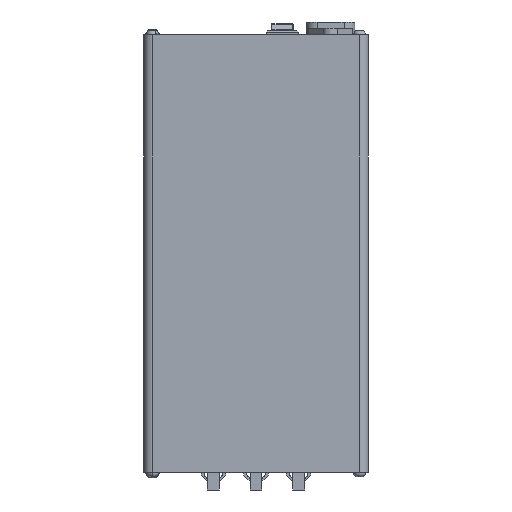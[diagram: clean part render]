
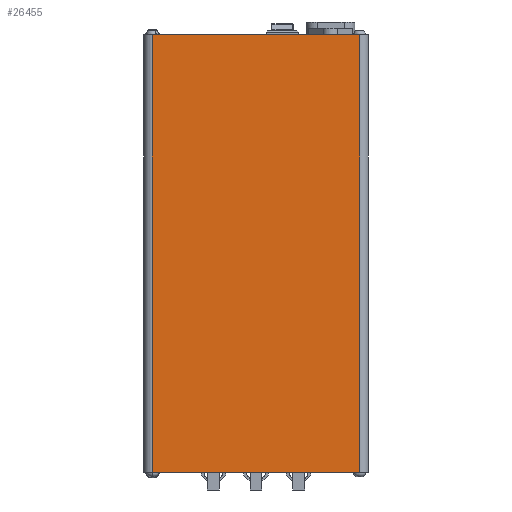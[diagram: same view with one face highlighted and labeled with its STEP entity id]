
A CAD part, front view. The second image highlights one B-rep face of the part: STEP entity #26455.
In plain terms, the highlighted planar face has unit normal (0, -1, 0).
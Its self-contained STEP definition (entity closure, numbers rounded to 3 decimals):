
#7249 = VECTOR ( 'NONE', #11001, 1000. ) ;
#7503 = CARTESIAN_POINT ( 'NONE',  ( 13.5, -13.968, -139.507 ) ) ;
#7513 = CARTESIAN_POINT ( 'NONE',  ( 110.5, -13.968, -139.507 ) ) ;
#10729 = CARTESIAN_POINT ( 'NONE',  ( 13.5, -13.968, 65.493 ) ) ;
#10746 = CARTESIAN_POINT ( 'NONE',  ( 110.5, -13.968, 65.493 ) ) ;
#10993 = CARTESIAN_POINT ( 'NONE',  ( 13.5, -13.968, -139.507 ) ) ;
#10996 = LINE ( 'NONE', #10993, #7249 ) ;
#11001 = DIRECTION ( 'NONE',  ( 1., 0., 0. ) ) ;
#12396 = VECTOR ( 'NONE', #12934, 1000. ) ;
#12506 = VECTOR ( 'NONE', #13325, 1000. ) ;
#12509 = VECTOR ( 'NONE', #13334, 1000. ) ;
#12925 = CARTESIAN_POINT ( 'NONE',  ( 13.5, -13.968, 65.493 ) ) ;
#12930 = LINE ( 'NONE', #12925, #12396 ) ;
#12934 = DIRECTION ( 'NONE',  ( 1., 0., 0. ) ) ;
#13323 = LINE ( 'NONE', #13324, #12506 ) ;
#13324 = CARTESIAN_POINT ( 'NONE',  ( 13.5, -13.968, 63.493 ) ) ;
#13325 = DIRECTION ( 'NONE',  ( 0., 0., -1. ) ) ;
#13332 = LINE ( 'NONE', #13333, #12509 ) ;
#13333 = CARTESIAN_POINT ( 'NONE',  ( 110.5, -13.968, 63.493 ) ) ;
#13334 = DIRECTION ( 'NONE',  ( 0., 0., -1. ) ) ;
#14452 = CARTESIAN_POINT ( 'NONE',  ( 57.742, -13.968, 63.493 ) ) ;
#14459 = FACE_OUTER_BOUND ( 'NONE', #15438, .T. ) ;
#14460 = PLANE ( 'NONE',  #14918 ) ;
#14463 = DIRECTION ( 'NONE',  ( 0., 1., 0. ) ) ;
#14464 = DIRECTION ( 'NONE',  ( -1., 0., 0. ) ) ;
#14918 = AXIS2_PLACEMENT_3D ( 'NONE', #14452, #14463, #14464 ) ;
#15438 = EDGE_LOOP ( 'NONE', ( #15728, #15729, #15730, #15731 ) ) ;
#15728 = ORIENTED_EDGE ( 'NONE', *, *, #24680, .T. ) ;
#15729 = ORIENTED_EDGE ( 'NONE', *, *, #25073, .F. ) ;
#15730 = ORIENTED_EDGE ( 'NONE', *, *, #24982, .F. ) ;
#15731 = ORIENTED_EDGE ( 'NONE', *, *, #25070, .T. ) ;
#21763 = VERTEX_POINT ( 'NONE', #7503 ) ;
#21773 = VERTEX_POINT ( 'NONE', #7513 ) ;
#24459 = VERTEX_POINT ( 'NONE', #10729 ) ;
#24476 = VERTEX_POINT ( 'NONE', #10746 ) ;
#24680 = EDGE_CURVE ( 'NONE', #21763, #21773, #10996, .T. ) ;
#24982 = EDGE_CURVE ( 'NONE', #24459, #24476, #12930, .T. ) ;
#25070 = EDGE_CURVE ( 'NONE', #24459, #21763, #13323, .T. ) ;
#25073 = EDGE_CURVE ( 'NONE', #24476, #21773, #13332, .T. ) ;
#26455 = ADVANCED_FACE ( 'NONE', ( #14459 ), #14460, .F. ) ;
